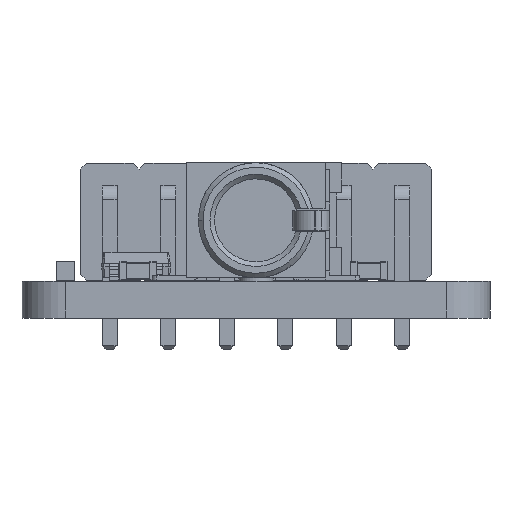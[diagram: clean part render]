
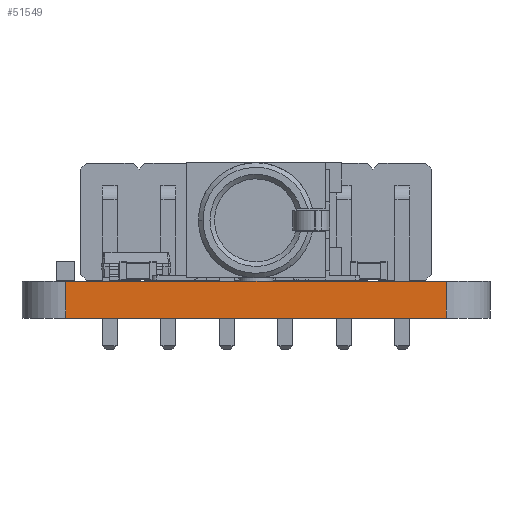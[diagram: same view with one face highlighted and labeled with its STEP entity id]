
A CAD part, left-side view. The second image highlights one B-rep face of the part: STEP entity #51549.
In plain terms, the highlighted planar face has unit normal (-1, 0, 0).
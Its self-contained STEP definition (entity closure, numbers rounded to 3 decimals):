
#51549 = ADVANCED_FACE('',(#51550),#51564,.F.);
#51550 = FACE_BOUND('',#51551,.F.);
#51551 = EDGE_LOOP('',(#51552,#51587,#51615,#51643));
#51552 = ORIENTED_EDGE('',*,*,#51553,.T.);
#51553 = EDGE_CURVE('',#51554,#51556,#51558,.T.);
#51554 = VERTEX_POINT('',#51555);
#51555 = CARTESIAN_POINT('',(162.56,-78.105,0.));
#51556 = VERTEX_POINT('',#51557);
#51557 = CARTESIAN_POINT('',(162.56,-78.105,1.6));
#51558 = SURFACE_CURVE('',#51559,(#51563,#51575),.PCURVE_S1.);
#51559 = LINE('',#51560,#51561);
#51560 = CARTESIAN_POINT('',(162.56,-78.105,0.));
#51561 = VECTOR('',#51562,1.);
#51562 = DIRECTION('',(0.,0.,1.));
#51563 = PCURVE('',#51564,#51569);
#51564 = PLANE('',#51565);
#51565 = AXIS2_PLACEMENT_3D('',#51566,#51567,#51568);
#51566 = CARTESIAN_POINT('',(162.56,-78.105,0.));
#51567 = DIRECTION('',(1.,0.,0.));
#51568 = DIRECTION('',(0.,-1.,0.));
#51569 = DEFINITIONAL_REPRESENTATION('',(#51570),#51574);
#51570 = LINE('',#51571,#51572);
#51571 = CARTESIAN_POINT('',(0.,0.));
#51572 = VECTOR('',#51573,1.);
#51573 = DIRECTION('',(0.,-1.));
#51574 = ( GEOMETRIC_REPRESENTATION_CONTEXT(2) 
PARAMETRIC_REPRESENTATION_CONTEXT() REPRESENTATION_CONTEXT('2D SPACE',''
  ) );
#51575 = PCURVE('',#51576,#51581);
#51576 = CYLINDRICAL_SURFACE('',#51577,1.905);
#51577 = AXIS2_PLACEMENT_3D('',#51578,#51579,#51580);
#51578 = CARTESIAN_POINT('',(164.465,-78.105,0.));
#51579 = DIRECTION('',(0.,0.,-1.));
#51580 = DIRECTION('',(1.,0.,0.));
#51581 = DEFINITIONAL_REPRESENTATION('',(#51582),#51586);
#51582 = LINE('',#51583,#51584);
#51583 = CARTESIAN_POINT('',(-3.142,0.));
#51584 = VECTOR('',#51585,1.);
#51585 = DIRECTION('',(0.,-1.));
#51586 = ( GEOMETRIC_REPRESENTATION_CONTEXT(2) 
PARAMETRIC_REPRESENTATION_CONTEXT() REPRESENTATION_CONTEXT('2D SPACE',''
  ) );
#51587 = ORIENTED_EDGE('',*,*,#51588,.T.);
#51588 = EDGE_CURVE('',#51556,#51589,#51591,.T.);
#51589 = VERTEX_POINT('',#51590);
#51590 = CARTESIAN_POINT('',(162.56,-94.615,1.6));
#51591 = SURFACE_CURVE('',#51592,(#51596,#51603),.PCURVE_S1.);
#51592 = LINE('',#51593,#51594);
#51593 = CARTESIAN_POINT('',(162.56,-78.105,1.6));
#51594 = VECTOR('',#51595,1.);
#51595 = DIRECTION('',(0.,-1.,0.));
#51596 = PCURVE('',#51564,#51597);
#51597 = DEFINITIONAL_REPRESENTATION('',(#51598),#51602);
#51598 = LINE('',#51599,#51600);
#51599 = CARTESIAN_POINT('',(0.,-1.6));
#51600 = VECTOR('',#51601,1.);
#51601 = DIRECTION('',(1.,0.));
#51602 = ( GEOMETRIC_REPRESENTATION_CONTEXT(2) 
PARAMETRIC_REPRESENTATION_CONTEXT() REPRESENTATION_CONTEXT('2D SPACE',''
  ) );
#51603 = PCURVE('',#51604,#51609);
#51604 = PLANE('',#51605);
#51605 = AXIS2_PLACEMENT_3D('',#51606,#51607,#51608);
#51606 = CARTESIAN_POINT('',(187.96,-86.36,1.6));
#51607 = DIRECTION('',(0.,0.,1.));
#51608 = DIRECTION('',(1.,0.,0.));
#51609 = DEFINITIONAL_REPRESENTATION('',(#51610),#51614);
#51610 = LINE('',#51611,#51612);
#51611 = CARTESIAN_POINT('',(-25.4,8.255));
#51612 = VECTOR('',#51613,1.);
#51613 = DIRECTION('',(0.,-1.));
#51614 = ( GEOMETRIC_REPRESENTATION_CONTEXT(2) 
PARAMETRIC_REPRESENTATION_CONTEXT() REPRESENTATION_CONTEXT('2D SPACE',''
  ) );
#51615 = ORIENTED_EDGE('',*,*,#51616,.F.);
#51616 = EDGE_CURVE('',#51617,#51589,#51619,.T.);
#51617 = VERTEX_POINT('',#51618);
#51618 = CARTESIAN_POINT('',(162.56,-94.615,0.));
#51619 = SURFACE_CURVE('',#51620,(#51624,#51631),.PCURVE_S1.);
#51620 = LINE('',#51621,#51622);
#51621 = CARTESIAN_POINT('',(162.56,-94.615,0.));
#51622 = VECTOR('',#51623,1.);
#51623 = DIRECTION('',(0.,0.,1.));
#51624 = PCURVE('',#51564,#51625);
#51625 = DEFINITIONAL_REPRESENTATION('',(#51626),#51630);
#51626 = LINE('',#51627,#51628);
#51627 = CARTESIAN_POINT('',(16.51,0.));
#51628 = VECTOR('',#51629,1.);
#51629 = DIRECTION('',(0.,-1.));
#51630 = ( GEOMETRIC_REPRESENTATION_CONTEXT(2) 
PARAMETRIC_REPRESENTATION_CONTEXT() REPRESENTATION_CONTEXT('2D SPACE',''
  ) );
#51631 = PCURVE('',#51632,#51637);
#51632 = CYLINDRICAL_SURFACE('',#51633,1.905);
#51633 = AXIS2_PLACEMENT_3D('',#51634,#51635,#51636);
#51634 = CARTESIAN_POINT('',(164.465,-94.615,0.));
#51635 = DIRECTION('',(0.,0.,-1.));
#51636 = DIRECTION('',(1.,0.,0.));
#51637 = DEFINITIONAL_REPRESENTATION('',(#51638),#51642);
#51638 = LINE('',#51639,#51640);
#51639 = CARTESIAN_POINT('',(-3.142,0.));
#51640 = VECTOR('',#51641,1.);
#51641 = DIRECTION('',(0.,-1.));
#51642 = ( GEOMETRIC_REPRESENTATION_CONTEXT(2) 
PARAMETRIC_REPRESENTATION_CONTEXT() REPRESENTATION_CONTEXT('2D SPACE',''
  ) );
#51643 = ORIENTED_EDGE('',*,*,#51644,.F.);
#51644 = EDGE_CURVE('',#51554,#51617,#51645,.T.);
#51645 = SURFACE_CURVE('',#51646,(#51650,#51657),.PCURVE_S1.);
#51646 = LINE('',#51647,#51648);
#51647 = CARTESIAN_POINT('',(162.56,-78.105,0.));
#51648 = VECTOR('',#51649,1.);
#51649 = DIRECTION('',(0.,-1.,0.));
#51650 = PCURVE('',#51564,#51651);
#51651 = DEFINITIONAL_REPRESENTATION('',(#51652),#51656);
#51652 = LINE('',#51653,#51654);
#51653 = CARTESIAN_POINT('',(0.,0.));
#51654 = VECTOR('',#51655,1.);
#51655 = DIRECTION('',(1.,0.));
#51656 = ( GEOMETRIC_REPRESENTATION_CONTEXT(2) 
PARAMETRIC_REPRESENTATION_CONTEXT() REPRESENTATION_CONTEXT('2D SPACE',''
  ) );
#51657 = PCURVE('',#51658,#51663);
#51658 = PLANE('',#51659);
#51659 = AXIS2_PLACEMENT_3D('',#51660,#51661,#51662);
#51660 = CARTESIAN_POINT('',(187.96,-86.36,0.));
#51661 = DIRECTION('',(0.,0.,1.));
#51662 = DIRECTION('',(1.,0.,0.));
#51663 = DEFINITIONAL_REPRESENTATION('',(#51664),#51668);
#51664 = LINE('',#51665,#51666);
#51665 = CARTESIAN_POINT('',(-25.4,8.255));
#51666 = VECTOR('',#51667,1.);
#51667 = DIRECTION('',(0.,-1.));
#51668 = ( GEOMETRIC_REPRESENTATION_CONTEXT(2) 
PARAMETRIC_REPRESENTATION_CONTEXT() REPRESENTATION_CONTEXT('2D SPACE',''
  ) );
